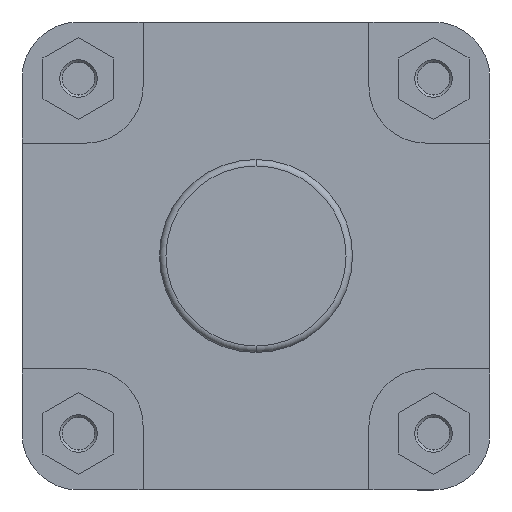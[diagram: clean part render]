
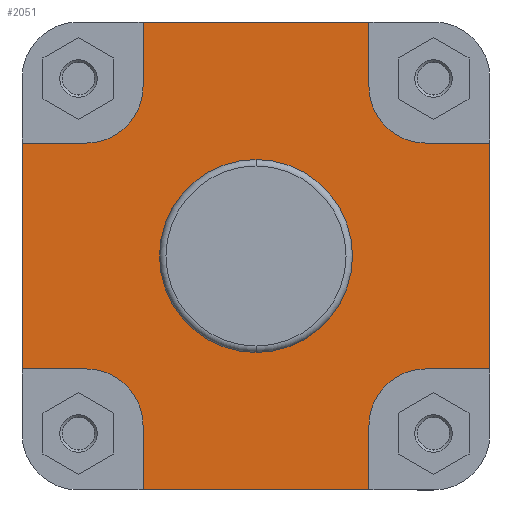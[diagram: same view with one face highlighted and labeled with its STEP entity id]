
A CAD part, left-side view. The second image highlights one B-rep face of the part: STEP entity #2051.
In plain terms, the highlighted planar face has unit normal (-1, 0, 0).
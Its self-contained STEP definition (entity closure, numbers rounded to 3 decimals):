
#149 = VERTEX_POINT ( 'NONE', #497 ) ;
#164 = VERTEX_POINT ( 'NONE', #512 ) ;
#178 = VERTEX_POINT ( 'NONE', #526 ) ;
#184 = VERTEX_POINT ( 'NONE', #532 ) ;
#191 = VERTEX_POINT ( 'NONE', #539 ) ;
#204 = VERTEX_POINT ( 'NONE', #552 ) ;
#209 = VERTEX_POINT ( 'NONE', #557 ) ;
#210 = VERTEX_POINT ( 'NONE', #558 ) ;
#211 = VERTEX_POINT ( 'NONE', #559 ) ;
#224 = VERTEX_POINT ( 'NONE', #572 ) ;
#236 = VERTEX_POINT ( 'NONE', #584 ) ;
#241 = VERTEX_POINT ( 'NONE', #589 ) ;
#247 = VERTEX_POINT ( 'NONE', #595 ) ;
#250 = VERTEX_POINT ( 'NONE', #598 ) ;
#260 = VERTEX_POINT ( 'NONE', #608 ) ;
#262 = VERTEX_POINT ( 'NONE', #610 ) ;
#270 = VERTEX_POINT ( 'NONE', #3055 ) ;
#271 = VERTEX_POINT ( 'NONE', #3056 ) ;
#497 = CARTESIAN_POINT ( 'NONE',  ( 46., -35., 72.5 ) ) ;
#512 = CARTESIAN_POINT ( 'NONE',  ( 46., 0., 29.9 ) ) ;
#526 = CARTESIAN_POINT ( 'NONE',  ( 46., -35., -72.5 ) ) ;
#532 = CARTESIAN_POINT ( 'NONE',  ( 46., 72.5, 35. ) ) ;
#539 = CARTESIAN_POINT ( 'NONE',  ( 46., -72.5, -35. ) ) ;
#552 = CARTESIAN_POINT ( 'NONE',  ( 46., -52.5, -35. ) ) ;
#557 = CARTESIAN_POINT ( 'NONE',  ( 46., 72.5, -35. ) ) ;
#558 = CARTESIAN_POINT ( 'NONE',  ( 46., -52.5, 35. ) ) ;
#559 = CARTESIAN_POINT ( 'NONE',  ( 46., 52.5, 35. ) ) ;
#572 = CARTESIAN_POINT ( 'NONE',  ( 46., 0., -29.9 ) ) ;
#584 = CARTESIAN_POINT ( 'NONE',  ( 46., 52.5, -35. ) ) ;
#589 = CARTESIAN_POINT ( 'NONE',  ( 46., -72.5, 35. ) ) ;
#595 = CARTESIAN_POINT ( 'NONE',  ( 46., -35., -52.5 ) ) ;
#598 = CARTESIAN_POINT ( 'NONE',  ( 46., 35., -72.5 ) ) ;
#608 = CARTESIAN_POINT ( 'NONE',  ( 46., 35., 72.5 ) ) ;
#610 = CARTESIAN_POINT ( 'NONE',  ( 46., 35., 52.5 ) ) ;
#705 = ORIENTED_EDGE ( 'NONE', *, *, #7363, .F. ) ;
#712 = ORIENTED_EDGE ( 'NONE', *, *, #7364, .F. ) ;
#723 = ORIENTED_EDGE ( 'NONE', *, *, #7400, .F. ) ;
#734 = ORIENTED_EDGE ( 'NONE', *, *, #7372, .T. ) ;
#744 = ORIENTED_EDGE ( 'NONE', *, *, #7367, .F. ) ;
#793 = ORIENTED_EDGE ( 'NONE', *, *, #7362, .F. ) ;
#794 = ORIENTED_EDGE ( 'NONE', *, *, #7344, .F. ) ;
#798 = ORIENTED_EDGE ( 'NONE', *, *, #7388, .F. ) ;
#812 = ORIENTED_EDGE ( 'NONE', *, *, #7376, .F. ) ;
#813 = ORIENTED_EDGE ( 'NONE', *, *, #7377, .F. ) ;
#815 = ORIENTED_EDGE ( 'NONE', *, *, #7369, .T. ) ;
#824 = ORIENTED_EDGE ( 'NONE', *, *, #7366, .F. ) ;
#843 = ORIENTED_EDGE ( 'NONE', *, *, #7338, .F. ) ;
#850 = ORIENTED_EDGE ( 'NONE', *, *, #7381, .F. ) ;
#854 = ORIENTED_EDGE ( 'NONE', *, *, #7371, .F. ) ;
#856 = ORIENTED_EDGE ( 'NONE', *, *, #7399, .F. ) ;
#859 = ORIENTED_EDGE ( 'NONE', *, *, #7365, .F. ) ;
#860 = ORIENTED_EDGE ( 'NONE', *, *, #7273, .F. ) ;
#1335 = EDGE_LOOP ( 'NONE', ( #860, #843 ) ) ;
#2051 = ADVANCED_FACE ( 'NONE', ( #4531, #4524 ), #3789, .F. ) ;
#2724 = AXIS2_PLACEMENT_3D ( 'NONE', #3778, #3790, #3791 ) ;
#2956 = AXIS2_PLACEMENT_3D ( 'NONE', #6052, #6053, #6054 ) ;
#2988 = AXIS2_PLACEMENT_3D ( 'NONE', #6205, #6213, #6214 ) ;
#2996 = AXIS2_PLACEMENT_3D ( 'NONE', #6254, #6269, #6270 ) ;
#2998 = AXIS2_PLACEMENT_3D ( 'NONE', #6274, #6276, #6277 ) ;
#3003 = AXIS2_PLACEMENT_3D ( 'NONE', #6294, #6303, #6304 ) ;
#3006 = AXIS2_PLACEMENT_3D ( 'NONE', #6342, #6355, #6356 ) ;
#3055 = CARTESIAN_POINT ( 'NONE',  ( 46., -35., 52.5 ) ) ;
#3056 = CARTESIAN_POINT ( 'NONE',  ( 46., 35., -52.5 ) ) ;
#3778 = CARTESIAN_POINT ( 'NONE',  ( 46., 29.9, 0. ) ) ;
#3789 = PLANE ( 'NONE',  #2724 ) ;
#3790 = DIRECTION ( 'NONE',  ( 1., 0., 0. ) ) ;
#3791 = DIRECTION ( 'NONE',  ( 0., 0., -1. ) ) ;
#4524 = FACE_OUTER_BOUND ( 'NONE', #6681, .T. ) ;
#4531 = FACE_BOUND ( 'NONE', #1335, .T. ) ;
#6052 = CARTESIAN_POINT ( 'NONE',  ( 46., 0., 0. ) ) ;
#6053 = DIRECTION ( 'NONE',  ( -1., 0., 0. ) ) ;
#6054 = DIRECTION ( 'NONE',  ( 0., 0., 1. ) ) ;
#6205 = CARTESIAN_POINT ( 'NONE',  ( 46., 0., 0. ) ) ;
#6213 = DIRECTION ( 'NONE',  ( -1., 0., 0. ) ) ;
#6214 = DIRECTION ( 'NONE',  ( 0., 0., 1. ) ) ;
#6221 = CARTESIAN_POINT ( 'NONE',  ( 46., -72.5, -35. ) ) ;
#6229 = DIRECTION ( 'NONE',  ( 0., 1., 0. ) ) ;
#6254 = CARTESIAN_POINT ( 'NONE',  ( 46., 52.5, 52.5 ) ) ;
#6258 = CARTESIAN_POINT ( 'NONE',  ( 46., -159.641, 72.5 ) ) ;
#6269 = DIRECTION ( 'NONE',  ( -1., 0., 0. ) ) ;
#6270 = DIRECTION ( 'NONE',  ( 0., 0., -1. ) ) ;
#6271 = CARTESIAN_POINT ( 'NONE',  ( 46., 35., 52.5 ) ) ;
#6272 = CARTESIAN_POINT ( 'NONE',  ( 46., -35., 72.5 ) ) ;
#6273 = DIRECTION ( 'NONE',  ( 0., 0., -1. ) ) ;
#6274 = CARTESIAN_POINT ( 'NONE',  ( 46., 52.5, -52.5 ) ) ;
#6275 = DIRECTION ( 'NONE',  ( 0., -1., 0. ) ) ;
#6276 = DIRECTION ( 'NONE',  ( -1., 0., 0. ) ) ;
#6277 = DIRECTION ( 'NONE',  ( 0., 0., -1. ) ) ;
#6278 = CARTESIAN_POINT ( 'NONE',  ( 46., 52.5, -35. ) ) ;
#6279 = DIRECTION ( 'NONE',  ( 0., 1., 0. ) ) ;
#6281 = DIRECTION ( 'NONE',  ( 0., 0., 1. ) ) ;
#6282 = CARTESIAN_POINT ( 'NONE',  ( 46., -72.5, 0. ) ) ;
#6285 = DIRECTION ( 'NONE',  ( 0., 0., 1. ) ) ;
#6290 = CARTESIAN_POINT ( 'NONE',  ( 46., -35., -52.5 ) ) ;
#6291 = DIRECTION ( 'NONE',  ( 0., 0., -1. ) ) ;
#6292 = CARTESIAN_POINT ( 'NONE',  ( 46., -159.641, -72.5 ) ) ;
#6293 = DIRECTION ( 'NONE',  ( 0., -1., 0. ) ) ;
#6294 = CARTESIAN_POINT ( 'NONE',  ( 46., -52.5, 52.5 ) ) ;
#6297 = CARTESIAN_POINT ( 'NONE',  ( 46., 72.5, 0. ) ) ;
#6303 = DIRECTION ( 'NONE',  ( -1., 0., 0. ) ) ;
#6304 = DIRECTION ( 'NONE',  ( 0., 0., -1. ) ) ;
#6306 = DIRECTION ( 'NONE',  ( 0., 0., 1. ) ) ;
#6313 = CARTESIAN_POINT ( 'NONE',  ( 46., 35., -72.5 ) ) ;
#6314 = DIRECTION ( 'NONE',  ( 0., 0., 1. ) ) ;
#6329 = CARTESIAN_POINT ( 'NONE',  ( 46., -52.5, 35. ) ) ;
#6330 = DIRECTION ( 'NONE',  ( 0., -1., 0. ) ) ;
#6342 = CARTESIAN_POINT ( 'NONE',  ( 46., -52.5, -52.5 ) ) ;
#6355 = DIRECTION ( 'NONE',  ( -1., 0., 0. ) ) ;
#6356 = DIRECTION ( 'NONE',  ( 0., 0., -1. ) ) ;
#6357 = CARTESIAN_POINT ( 'NONE',  ( 46., 72.5, 35. ) ) ;
#6358 = DIRECTION ( 'NONE',  ( 0., -1., 0. ) ) ;
#6664 = CIRCLE ( 'NONE', #2956, 29.9 ) ;
#6681 = EDGE_LOOP ( 'NONE', ( #734, #854, #856, #794, #815, #798, #812, #705, #712, #744, #793, #723, #813, #824, #859, #850 ) ) ;
#6799 = CIRCLE ( 'NONE', #2988, 29.9 ) ;
#6802 = VECTOR ( 'NONE', #6229, 1000. ) ;
#6807 = LINE ( 'NONE', #6221, #6802 ) ;
#6841 = VECTOR ( 'NONE', #6279, 1000. ) ;
#6842 = LINE ( 'NONE', #6272, #6844 ) ;
#6844 = VECTOR ( 'NONE', #6273, 1000. ) ;
#6853 = LINE ( 'NONE', #6278, #6841 ) ;
#6854 = LINE ( 'NONE', #6258, #6857 ) ;
#6856 = CIRCLE ( 'NONE', #2996, 17.5 ) ;
#6857 = VECTOR ( 'NONE', #6275, 1000. ) ;
#6860 = LINE ( 'NONE', #6282, #6869 ) ;
#6862 = LINE ( 'NONE', #6271, #6864 ) ;
#6863 = CIRCLE ( 'NONE', #2998, 17.5 ) ;
#6864 = VECTOR ( 'NONE', #6281, 1000. ) ;
#6867 = VECTOR ( 'NONE', #6291, 1000. ) ;
#6869 = VECTOR ( 'NONE', #6285, 1000. ) ;
#6870 = LINE ( 'NONE', #6290, #6867 ) ;
#6876 = LINE ( 'NONE', #6292, #6877 ) ;
#6877 = VECTOR ( 'NONE', #6293, 1000. ) ;
#6878 = VECTOR ( 'NONE', #6306, 1000. ) ;
#6885 = LINE ( 'NONE', #6297, #6878 ) ;
#6886 = CIRCLE ( 'NONE', #3003, 17.5 ) ;
#6891 = VECTOR ( 'NONE', #6330, 1000. ) ;
#6894 = LINE ( 'NONE', #6313, #6896 ) ;
#6896 = VECTOR ( 'NONE', #6314, 1000. ) ;
#6902 = LINE ( 'NONE', #6329, #6891 ) ;
#6929 = LINE ( 'NONE', #6357, #6935 ) ;
#6935 = VECTOR ( 'NONE', #6358, 1000. ) ;
#6941 = CIRCLE ( 'NONE', #3006, 17.5 ) ;
#7273 = EDGE_CURVE ( 'NONE', #164, #224, #6664, .T. ) ;
#7338 = EDGE_CURVE ( 'NONE', #224, #164, #6799, .T. ) ;
#7344 = EDGE_CURVE ( 'NONE', #191, #204, #6807, .T. ) ;
#7362 = EDGE_CURVE ( 'NONE', #211, #262, #6856, .T. ) ;
#7363 = EDGE_CURVE ( 'NONE', #149, #270, #6842, .T. ) ;
#7364 = EDGE_CURVE ( 'NONE', #260, #149, #6854, .T. ) ;
#7365 = EDGE_CURVE ( 'NONE', #271, #236, #6863, .T. ) ;
#7366 = EDGE_CURVE ( 'NONE', #236, #209, #6853, .T. ) ;
#7367 = EDGE_CURVE ( 'NONE', #262, #260, #6862, .T. ) ;
#7369 = EDGE_CURVE ( 'NONE', #191, #241, #6860, .T. ) ;
#7371 = EDGE_CURVE ( 'NONE', #247, #178, #6870, .T. ) ;
#7372 = EDGE_CURVE ( 'NONE', #250, #178, #6876, .T. ) ;
#7376 = EDGE_CURVE ( 'NONE', #270, #210, #6886, .T. ) ;
#7377 = EDGE_CURVE ( 'NONE', #209, #184, #6885, .T. ) ;
#7381 = EDGE_CURVE ( 'NONE', #250, #271, #6894, .T. ) ;
#7388 = EDGE_CURVE ( 'NONE', #210, #241, #6902, .T. ) ;
#7399 = EDGE_CURVE ( 'NONE', #204, #247, #6941, .T. ) ;
#7400 = EDGE_CURVE ( 'NONE', #184, #211, #6929, .T. ) ;
